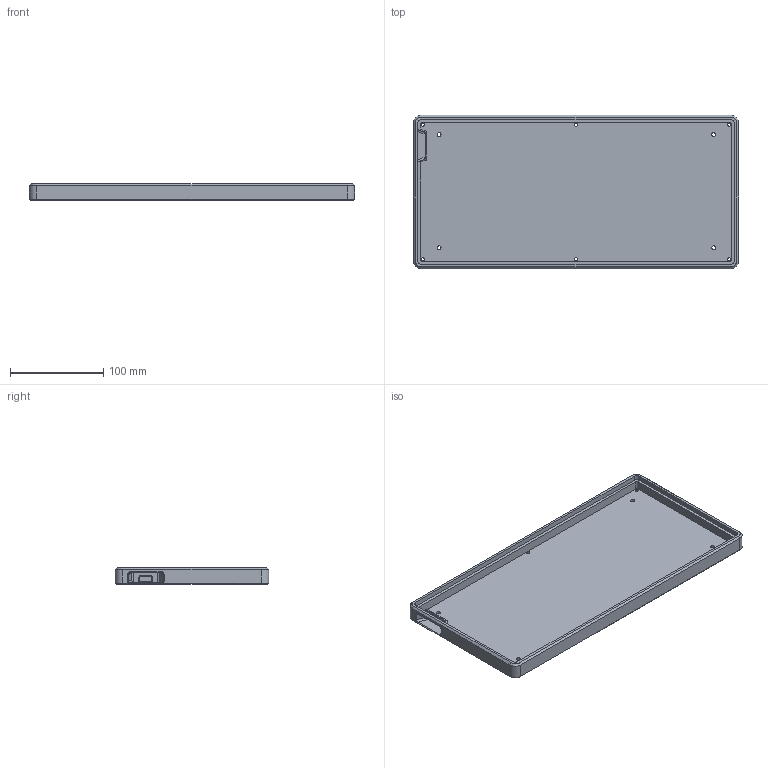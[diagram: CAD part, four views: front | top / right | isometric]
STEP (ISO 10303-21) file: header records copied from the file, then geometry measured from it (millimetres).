
FILE_DESCRIPTION(/* description */ (''),/* implementation_level */ '2;1');
FILE_NAME(/* name */ 'keeb.keeb.step',/* time_stamp */ '2025-10-12T23:23:49+05:30',/* author */ (''),/* organization */ (''),/* preprocessor_version */ 'ST-DEVELOPER v20.1',/* originating_system */ 'Autodesk Translation Framework v14.10.0.0',/* authorisation */ '');
FILE_SCHEMA (('AUTOMOTIVE_DESIGN { 1 0 10303 214 3 1 1 }'));
Length unit declared in the file: millimetre
Products named in the file (1): keeb
Bounding box: 348.77 x 164.51 x 18 mm (x, y, z)
Volume: 263342.6 mm3; surface area: 146208 mm2
Topology: 1 solids, 1 shells, 252 faces, 704 edges, 458 vertices
Faces by surface type: bspline 101, plane 93, cylinder 40, cone 14, torus 4
Full cylindrical faces by diameter (mm): 3.4 x6, 4.25 x4
Entity records: 9192 total; most frequent: CARTESIAN_POINT 3205, ORIENTED_EDGE 1408, DIRECTION 924, EDGE_CURVE 704, VERTEX_POINT 458, LINE 396, VECTOR 396, EDGE_LOOP 280
